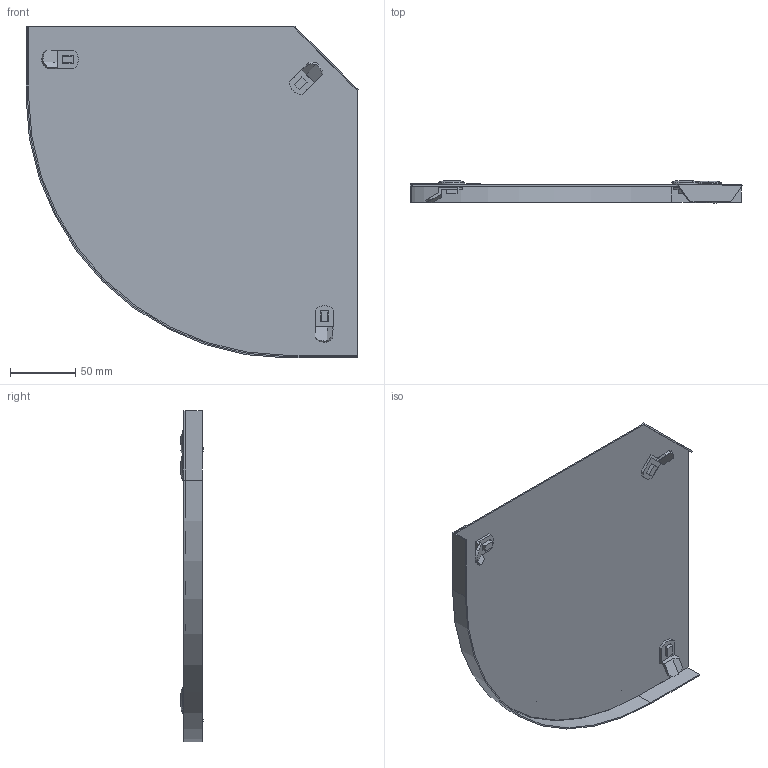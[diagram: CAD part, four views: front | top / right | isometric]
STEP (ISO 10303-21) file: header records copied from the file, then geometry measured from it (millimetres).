
FILE_DESCRIPTION (( 'STEP AP203' ), '1' );
FILE_NAME ('7130546.stp', '2019-06-14T12:22:41', ( '' ), ( '' ), 'SwSTEP 2.0', 'SolidWorks 2018', '' );
FILE_SCHEMA (( 'CONFIG_CONTROL_DESIGN' ));
Length unit declared in the file: millimetre
Products named in the file (5): KTS 08.039-120_R=200,5; 108265_NB=200 FS, DD; KTS 08.082-005_Standard; KTS 08.081-003_Standard; 7130546
Assembly tree (8 placements, depth 2):
  7130546
    108265_NB=200 FS, DD
    KTS 08.081-003_Standard  x3
    KTS 08.082-005_Standard  x3
    KTS 08.039-120_R=200,5
Bounding box: 254.11 x 16.98 x 254.11 mm (x, y, z)
Volume: 71043.1 mm3; surface area: 138279.6 mm2
Topology: 8 solids, 8 shells, 175 faces, 428 edges, 278 vertices
Faces by surface type: plane 106, cylinder 46, torus 12, bspline 11
Entity records: 3324 total; most frequent: CARTESIAN_POINT 654, ORIENTED_EDGE 424, DIRECTION 420, EDGE_CURVE 212, AXIS2_PLACEMENT_3D 141, LINE 138, VECTOR 138, VERTEX_POINT 138
